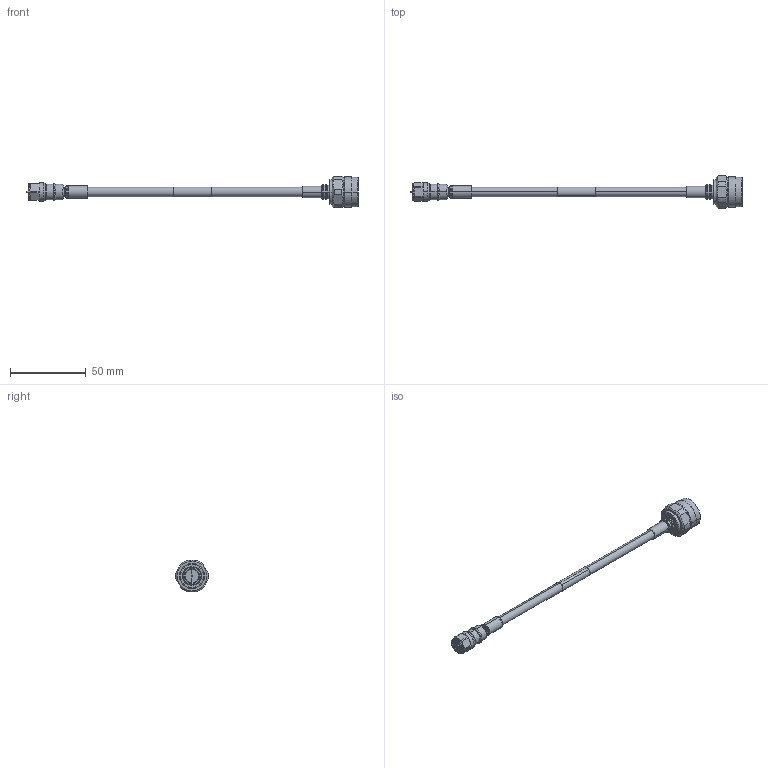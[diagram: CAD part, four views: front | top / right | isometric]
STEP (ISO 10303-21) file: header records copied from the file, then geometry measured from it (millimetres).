
FILE_DESCRIPTION (( 'STEP AP214' ), '1' );
FILE_NAME ('FMCA100028_3D.step', '2024-06-17T20:56:15', ( '' ), ( '' ), 'SwSTEP 2.0', 'SolidWorks 2022', '' );
FILE_SCHEMA (( 'AUTOMOTIVE_DESIGN' ));
Length unit declared in the file: inch
Products named in the file (5): TC-240-FMH-75_PE; LMR-240-75-DB; FMCA100028_3D; 1AW01-003_.254 ID; EZ-240-NMH-75-X_PE
Assembly tree (4 placements, depth 2):
  FMCA100028_3D
    LMR-240-75-DB
    1AW01-003_.254 ID
    TC-240-FMH-75_PE
    EZ-240-NMH-75-X_PE
Bounding box: 219.86 x 21.9 x 20.57 mm (x, y, z)
Volume: 11392.1 mm3; surface area: 10300 mm2
Topology: 6 solids, 6 shells, 280 faces, 600 edges, 355 vertices
Faces by surface type: cylinder 111, cone 101, plane 54, torus 12, bspline 2
Entity records: 8572 total; most frequent: CARTESIAN_POINT 2087, DIRECTION 1451, ORIENTED_EDGE 1200, AXIS2_PLACEMENT_3D 606, EDGE_CURVE 600, VERTEX_POINT 355, CIRCLE 321, EDGE_LOOP 309
